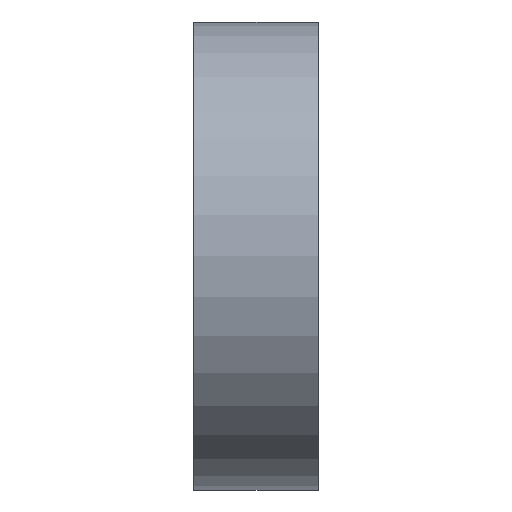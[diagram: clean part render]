
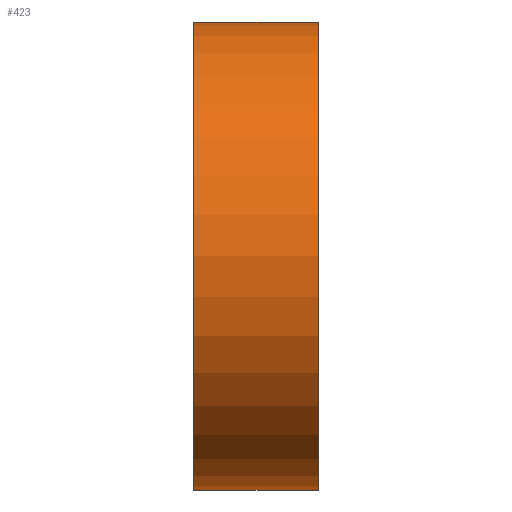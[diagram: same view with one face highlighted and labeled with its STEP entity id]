
A CAD part, left-side view. The second image highlights one B-rep face of the part: STEP entity #423.
In plain terms, the highlighted cylindrical face has radius 15 mm (diameter 30 mm), a partial arc.
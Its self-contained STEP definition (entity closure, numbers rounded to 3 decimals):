
#59=CYLINDRICAL_SURFACE('',#490,15.);
#80=FACE_OUTER_BOUND('',#115,.T.);
#115=EDGE_LOOP('',(#383,#384,#385,#386));
#145=LINE('',#725,#167);
#149=LINE('',#734,#171);
#167=VECTOR('',#608,10.);
#171=VECTOR('',#618,10.);
#176=CIRCLE('',#446,15.);
#203=CIRCLE('',#491,15.);
#208=VERTEX_POINT('',#639);
#209=VERTEX_POINT('',#640);
#237=VERTEX_POINT('',#723);
#239=VERTEX_POINT('',#732);
#246=EDGE_CURVE('',#208,#209,#176,.T.);
#287=EDGE_CURVE('',#237,#208,#145,.T.);
#292=EDGE_CURVE('',#239,#209,#149,.T.);
#293=EDGE_CURVE('',#237,#239,#203,.T.);
#383=ORIENTED_EDGE('',*,*,#293,.T.);
#384=ORIENTED_EDGE('',*,*,#292,.T.);
#385=ORIENTED_EDGE('',*,*,#246,.F.);
#386=ORIENTED_EDGE('',*,*,#287,.F.);
#423=ADVANCED_FACE('',(#80),#59,.T.);
#446=AXIS2_PLACEMENT_3D('',#641,#511,#512);
#490=AXIS2_PLACEMENT_3D('',#735,#619,#620);
#491=AXIS2_PLACEMENT_3D('',#736,#621,#622);
#511=DIRECTION('center_axis',(0.,1.,0.));
#512=DIRECTION('ref_axis',(0.,0.,-1.));
#608=DIRECTION('',(0.,1.,0.));
#618=DIRECTION('',(0.,1.,0.));
#619=DIRECTION('center_axis',(0.,1.,0.));
#620=DIRECTION('ref_axis',(0.,0.,-1.));
#621=DIRECTION('center_axis',(0.,1.,0.));
#622=DIRECTION('ref_axis',(0.,0.,-1.));
#639=CARTESIAN_POINT('',(0.,8.,-15.));
#640=CARTESIAN_POINT('',(0.,8.,15.));
#641=CARTESIAN_POINT('Origin',(0.,8.,0.));
#723=CARTESIAN_POINT('',(0.,0.,-15.));
#725=CARTESIAN_POINT('',(0.,0.,-15.));
#732=CARTESIAN_POINT('',(0.,0.,15.));
#734=CARTESIAN_POINT('',(0.,0.,15.));
#735=CARTESIAN_POINT('Origin',(0.,0.,0.));
#736=CARTESIAN_POINT('Origin',(0.,0.,0.));
